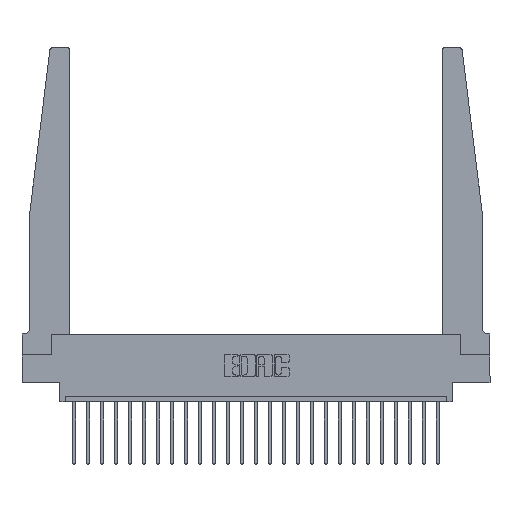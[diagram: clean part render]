
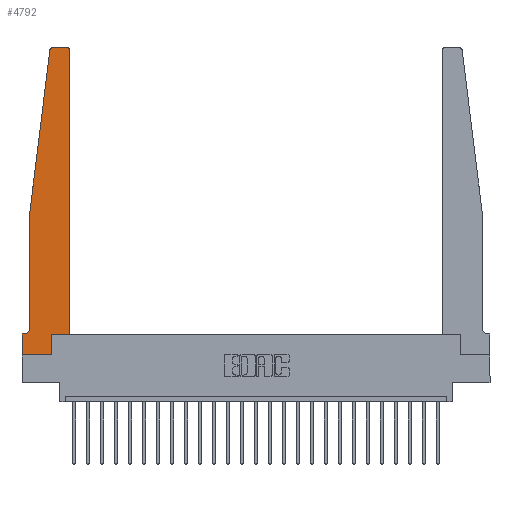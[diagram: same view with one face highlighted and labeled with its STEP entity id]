
A CAD part, top view. The second image highlights one B-rep face of the part: STEP entity #4792.
In plain terms, the highlighted planar face has unit normal (0, 0, 1).
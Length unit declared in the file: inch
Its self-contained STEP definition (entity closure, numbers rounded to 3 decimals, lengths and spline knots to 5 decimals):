
#116 = CARTESIAN_POINT ( 'NONE',  ( 0.425, 0.18, 0.37 ) ) ;
#529 = DIRECTION ( 'NONE',  ( -1., 0., 0. ) ) ;
#588 = LINE ( 'NONE', #17293, #2504 ) ;
#848 = CARTESIAN_POINT ( 'NONE',  ( 0.065, 0.1875, 0.37 ) ) ;
#879 = CARTESIAN_POINT ( 'NONE',  ( 0.065, 1.25, 0.37 ) ) ;
#949 = CARTESIAN_POINT ( 'NONE',  ( 0., 0., 0.37 ) ) ;
#1179 = ORIENTED_EDGE ( 'NONE', *, *, #6838, .T. ) ;
#1239 = AXIS2_PLACEMENT_3D ( 'NONE', #15096, #22300, #22663 ) ;
#1536 = CARTESIAN_POINT ( 'NONE',  ( 0., 0., 0.37 ) ) ;
#1650 = DIRECTION ( 'NONE',  ( 0., -1., 0. ) ) ;
#1720 = CARTESIAN_POINT ( 'NONE',  ( 0.425, 2.72, 0.37 ) ) ;
#1766 = LINE ( 'NONE', #1536, #5310 ) ;
#1808 = VERTEX_POINT ( 'NONE', #949 ) ;
#1924 = FACE_OUTER_BOUND ( 'NONE', #2508, .T. ) ;
#1945 = EDGE_CURVE ( 'NONE', #8291, #11100, #15171, .T. ) ;
#2041 = DIRECTION ( 'NONE',  ( 0., 0., 1. ) ) ;
#2197 = AXIS2_PLACEMENT_3D ( 'NONE', #18515, #2041, #5593 ) ;
#2328 = CARTESIAN_POINT ( 'NONE',  ( 0., 0.1875, 0.37 ) ) ;
#2504 = VECTOR ( 'NONE', #17422, 39.37008 ) ;
#2508 = EDGE_LOOP ( 'NONE', ( #16006, #1179, #4273, #9677, #8199, #4966, #9913, #10024, #15095, #22931, #14732, #20354 ) ) ;
#2737 = VERTEX_POINT ( 'NONE', #879 ) ;
#3374 = VERTEX_POINT ( 'NONE', #16216 ) ;
#3623 = CARTESIAN_POINT ( 'NONE',  ( 0.425, 0.18, 0.37 ) ) ;
#3685 = CARTESIAN_POINT ( 'NONE',  ( 0.27653, 2.72, 0.37 ) ) ;
#4273 = ORIENTED_EDGE ( 'NONE', *, *, #17314, .T. ) ;
#4324 = CARTESIAN_POINT ( 'NONE',  ( 0.25, 2.75, 0.37 ) ) ;
#4792 = ADVANCED_FACE ( 'NONE', ( #1924 ), #16563, .T. ) ;
#4966 = ORIENTED_EDGE ( 'NONE', *, *, #15677, .T. ) ;
#5198 = CARTESIAN_POINT ( 'NONE',  ( 0.065, 1.25, 0.37 ) ) ;
#5213 = EDGE_CURVE ( 'NONE', #8014, #16666, #20203, .T. ) ;
#5310 = VECTOR ( 'NONE', #1650, 39.37008 ) ;
#5587 = CARTESIAN_POINT ( 'NONE',  ( 0.2605, 0., 0.37 ) ) ;
#5593 = DIRECTION ( 'NONE',  ( 1., 0., 0. ) ) ;
#6166 = CARTESIAN_POINT ( 'NONE',  ( 0.395, 2.72, 0.37 ) ) ;
#6662 = CARTESIAN_POINT ( 'NONE',  ( 0.2605, 0.18, 0.37 ) ) ;
#6838 = EDGE_CURVE ( 'NONE', #11100, #19836, #16617, .T. ) ;
#6894 = VECTOR ( 'NONE', #22633, 39.37008 ) ;
#7745 = EDGE_CURVE ( 'NONE', #16666, #13839, #20335, .T. ) ;
#8014 = VERTEX_POINT ( 'NONE', #6662 ) ;
#8155 = LINE ( 'NONE', #15584, #8268 ) ;
#8199 = ORIENTED_EDGE ( 'NONE', *, *, #17095, .T. ) ;
#8268 = VECTOR ( 'NONE', #23144, 39.37008 ) ;
#8291 = VERTEX_POINT ( 'NONE', #17116 ) ;
#8739 = VECTOR ( 'NONE', #529, 39.37008 ) ;
#9313 = DIRECTION ( 'NONE',  ( 1., 0., 0. ) ) ;
#9677 = ORIENTED_EDGE ( 'NONE', *, *, #17400, .T. ) ;
#9844 = VECTOR ( 'NONE', #14367, 39.37008 ) ;
#9913 = ORIENTED_EDGE ( 'NONE', *, *, #22366, .T. ) ;
#10011 = DIRECTION ( 'NONE',  ( -1., 0., 0. ) ) ;
#10024 = ORIENTED_EDGE ( 'NONE', *, *, #22772, .T. ) ;
#10998 = CARTESIAN_POINT ( 'NONE',  ( 0.27653, 2.75, 0.37 ) ) ;
#11100 = VERTEX_POINT ( 'NONE', #10998 ) ;
#12159 = EDGE_CURVE ( 'NONE', #13839, #8291, #20401, .T. ) ;
#12885 = CARTESIAN_POINT ( 'NONE',  ( 0.425, 0.18, 0.37 ) ) ;
#13058 = VECTOR ( 'NONE', #14221, 39.37008 ) ;
#13619 = DIRECTION ( 'NONE',  ( 1., 0., 0. ) ) ;
#13839 = VERTEX_POINT ( 'NONE', #1720 ) ;
#14221 = DIRECTION ( 'NONE',  ( 1., 0., 0. ) ) ;
#14367 = DIRECTION ( 'NONE',  ( 0., -1., 0. ) ) ;
#14732 = ORIENTED_EDGE ( 'NONE', *, *, #7745, .T. ) ;
#15051 = VERTEX_POINT ( 'NONE', #2328 ) ;
#15095 = ORIENTED_EDGE ( 'NONE', *, *, #20053, .T. ) ;
#15096 = CARTESIAN_POINT ( 'NONE',  ( 0.015, 0.2375, 0.37 ) ) ;
#15145 = DIRECTION ( 'NONE',  ( 0., 0., 1. ) ) ;
#15171 = LINE ( 'NONE', #4324, #8739 ) ;
#15301 = CARTESIAN_POINT ( 'NONE',  ( 0.065, 0.2375, 0.37 ) ) ;
#15584 = CARTESIAN_POINT ( 'NONE',  ( 0.065, 1.25, 0.37 ) ) ;
#15677 = EDGE_CURVE ( 'NONE', #3374, #15051, #23051, .T. ) ;
#16006 = ORIENTED_EDGE ( 'NONE', *, *, #1945, .T. ) ;
#16216 = CARTESIAN_POINT ( 'NONE',  ( 0.015, 0.1875, 0.37 ) ) ;
#16563 = PLANE ( 'NONE',  #2197 ) ;
#16617 = CIRCLE ( 'NONE', #20911, 0.03 ) ;
#16666 = VERTEX_POINT ( 'NONE', #116 ) ;
#16668 = DIRECTION ( 'NONE',  ( 0., 1., 0. ) ) ;
#17095 = EDGE_CURVE ( 'NONE', #17730, #3374, #23462, .T. ) ;
#17116 = CARTESIAN_POINT ( 'NONE',  ( 0.395, 2.75, 0.37 ) ) ;
#17133 = VERTEX_POINT ( 'NONE', #5587 ) ;
#17293 = CARTESIAN_POINT ( 'NONE',  ( 0.2605, 0.18, 0.37 ) ) ;
#17314 = EDGE_CURVE ( 'NONE', #19836, #2737, #8155, .T. ) ;
#17400 = EDGE_CURVE ( 'NONE', #2737, #17730, #21915, .T. ) ;
#17422 = DIRECTION ( 'NONE',  ( 0., 1., 0. ) ) ;
#17730 = VERTEX_POINT ( 'NONE', #15301 ) ;
#18217 = VECTOR ( 'NONE', #16668, 39.37008 ) ;
#18515 = CARTESIAN_POINT ( 'NONE',  ( 0., 0.1875, 0.37 ) ) ;
#19562 = VECTOR ( 'NONE', #10011, 39.37008 ) ;
#19836 = VERTEX_POINT ( 'NONE', #21606 ) ;
#20053 = EDGE_CURVE ( 'NONE', #17133, #8014, #588, .T. ) ;
#20203 = LINE ( 'NONE', #12885, #6894 ) ;
#20335 = LINE ( 'NONE', #3623, #18217 ) ;
#20354 = ORIENTED_EDGE ( 'NONE', *, *, #12159, .T. ) ;
#20401 = CIRCLE ( 'NONE', #23541, 0.03 ) ;
#20911 = AXIS2_PLACEMENT_3D ( 'NONE', #3685, #15145, #9313 ) ;
#21170 = DIRECTION ( 'NONE',  ( 0., 0., 1. ) ) ;
#21606 = CARTESIAN_POINT ( 'NONE',  ( 0.24675, 2.72367, 0.37 ) ) ;
#21915 = LINE ( 'NONE', #5198, #9844 ) ;
#22300 = DIRECTION ( 'NONE',  ( 0., 0., -1. ) ) ;
#22366 = EDGE_CURVE ( 'NONE', #15051, #1808, #1766, .T. ) ;
#22633 = DIRECTION ( 'NONE',  ( 1., 0., 0. ) ) ;
#22663 = DIRECTION ( 'NONE',  ( -1., 0., 0. ) ) ;
#22772 = EDGE_CURVE ( 'NONE', #1808, #17133, #24084, .T. ) ;
#22931 = ORIENTED_EDGE ( 'NONE', *, *, #5213, .T. ) ;
#23051 = LINE ( 'NONE', #848, #19562 ) ;
#23144 = DIRECTION ( 'NONE',  ( -0.122, -0.992, 0. ) ) ;
#23462 = CIRCLE ( 'NONE', #1239, 0.05 ) ;
#23541 = AXIS2_PLACEMENT_3D ( 'NONE', #6166, #21170, #13619 ) ;
#23957 = CARTESIAN_POINT ( 'NONE',  ( 0., 0., 0.37 ) ) ;
#24084 = LINE ( 'NONE', #23957, #13058 ) ;
